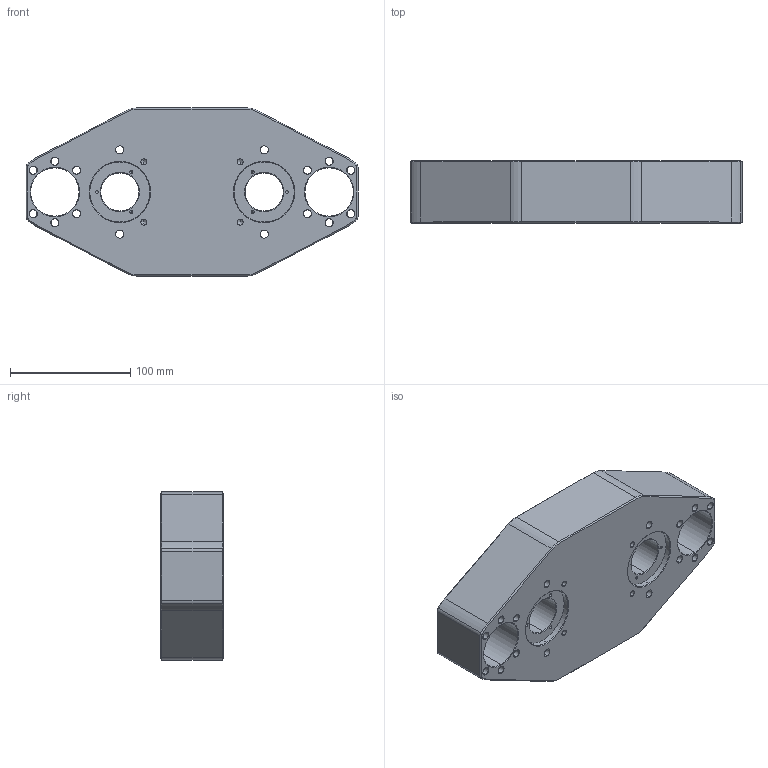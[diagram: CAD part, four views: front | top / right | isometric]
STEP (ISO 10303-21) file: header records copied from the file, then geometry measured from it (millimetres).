
FILE_DESCRIPTION (( 'STEP AP214' ), '1' );
FILE_NAME ('ST8ERBOI-MCH-P-0003A Load Block, 70+30.STEP', '2025-05-16T00:05:21', ( '' ), ( '' ), 'SwSTEP 2.0', 'SolidWorks 2024', '' );
FILE_SCHEMA (( 'AUTOMOTIVE_DESIGN' ));
Length unit declared in the file: millimetre
Products named in the file (1): ST8ERBOI-MCH-P-0003A Load Block, 70+30
Bounding box: 276 x 52 x 140 mm (x, y, z)
Volume: 1318667.8 mm3; surface area: 130467.8 mm2
Topology: 1 solids, 1 shells, 266 faces, 628 edges, 348 vertices
Faces by surface type: cone 136, cylinder 100, plane 30
Entity records: 7395 total; most frequent: DIRECTION 1418, CARTESIAN_POINT 1203, ORIENTED_EDGE 1176, EDGE_CURVE 588, AXIS2_PLACEMENT_3D 563, VERTEX_POINT 348, EDGE_LOOP 330, CIRCLE 296
